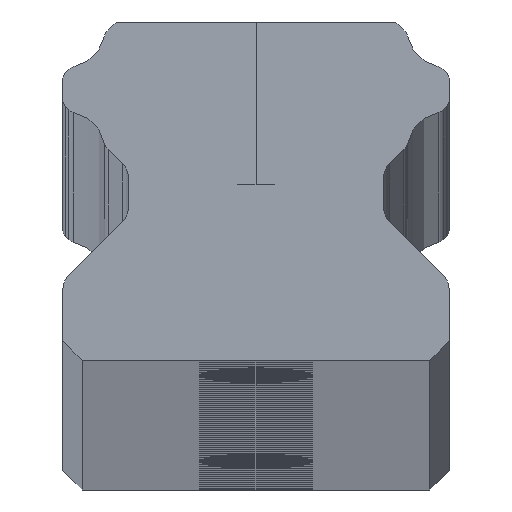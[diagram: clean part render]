
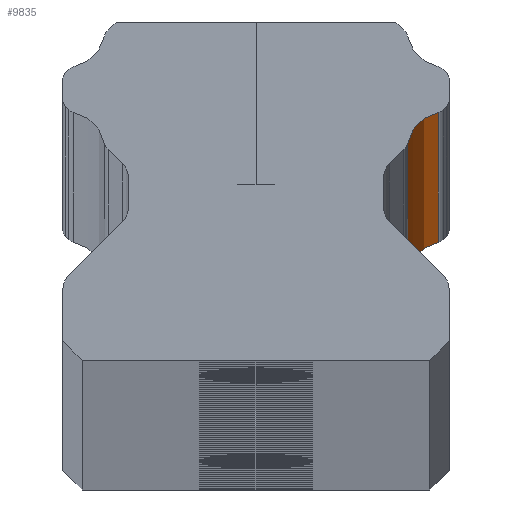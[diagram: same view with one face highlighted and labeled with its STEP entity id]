
A CAD part, top view. The second image highlights one B-rep face of the part: STEP entity #9835.
In plain terms, the highlighted cylindrical face has radius 2 mm (diameter 4 mm), a partial arc.
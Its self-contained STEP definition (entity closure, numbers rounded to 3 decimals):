
#11 = DIRECTION ( 'NONE',  ( -1., 0., 0. ) ) ;
#13 = DIRECTION ( 'NONE',  ( 0., 0., -1. ) ) ;
#64 = DIRECTION ( 'NONE',  ( 0., 0., -1. ) ) ;
#179 = CIRCLE ( 'NONE', #3893, 2. ) ;
#600 = VECTOR ( 'NONE', #8235, 1000. ) ;
#637 = DIRECTION ( 'NONE',  ( 0., 0., -1. ) ) ;
#1137 = LINE ( 'NONE', #4680, #600 ) ;
#1277 = ORIENTED_EDGE ( 'NONE', *, *, #9992, .T. ) ;
#1640 = CYLINDRICAL_SURFACE ( 'NONE', #3099, 2. ) ;
#2297 = EDGE_CURVE ( 'NONE', #8354, #4023, #179, .T. ) ;
#2390 = LINE ( 'NONE', #8109, #3360 ) ;
#2677 = EDGE_CURVE ( 'NONE', #4023, #4698, #1137, .T. ) ;
#2989 = CIRCLE ( 'NONE', #9165, 2. ) ;
#3099 = AXIS2_PLACEMENT_3D ( 'NONE', #9909, #64, #11 ) ;
#3193 = FACE_OUTER_BOUND ( 'NONE', #9620, .T. ) ;
#3312 = CARTESIAN_POINT ( 'NONE',  ( 7.847, -2.767, 1925. ) ) ;
#3360 = VECTOR ( 'NONE', #4601, 1000. ) ;
#3893 = AXIS2_PLACEMENT_3D ( 'NONE', #8642, #637, #9436 ) ;
#4023 = VERTEX_POINT ( 'NONE', #5366 ) ;
#4393 = ORIENTED_EDGE ( 'NONE', *, *, #2677, .F. ) ;
#4601 = DIRECTION ( 'NONE',  ( 0., 0., -1. ) ) ;
#4680 = CARTESIAN_POINT ( 'NONE',  ( 9.432, -1.182, 1925. ) ) ;
#4698 = VERTEX_POINT ( 'NONE', #6945 ) ;
#4720 = ORIENTED_EDGE ( 'NONE', *, *, #2297, .F. ) ;
#5260 = DIRECTION ( 'NONE',  ( -1., 0., 0. ) ) ;
#5366 = CARTESIAN_POINT ( 'NONE',  ( 9.432, -1.182, 1925. ) ) ;
#6407 = EDGE_CURVE ( 'NONE', #6627, #4698, #2989, .T. ) ;
#6627 = VERTEX_POINT ( 'NONE', #9233 ) ;
#6945 = CARTESIAN_POINT ( 'NONE',  ( 9.432, -1.182, -1925. ) ) ;
#7047 = CARTESIAN_POINT ( 'NONE',  ( 9.811, -3.146, -1925. ) ) ;
#8109 = CARTESIAN_POINT ( 'NONE',  ( 7.847, -2.767, 1925. ) ) ;
#8235 = DIRECTION ( 'NONE',  ( 0., 0., -1. ) ) ;
#8354 = VERTEX_POINT ( 'NONE', #3312 ) ;
#8642 = CARTESIAN_POINT ( 'NONE',  ( 9.811, -3.146, 1925. ) ) ;
#9165 = AXIS2_PLACEMENT_3D ( 'NONE', #7047, #13, #5260 ) ;
#9233 = CARTESIAN_POINT ( 'NONE',  ( 7.847, -2.767, -1925. ) ) ;
#9436 = DIRECTION ( 'NONE',  ( -1., 0., 0. ) ) ;
#9620 = EDGE_LOOP ( 'NONE', ( #11005, #4393, #4720, #1277 ) ) ;
#9835 = ADVANCED_FACE ( 'NONE', ( #3193 ), #1640, .F. ) ;
#9909 = CARTESIAN_POINT ( 'NONE',  ( 9.811, -3.146, 1925. ) ) ;
#9992 = EDGE_CURVE ( 'NONE', #8354, #6627, #2390, .T. ) ;
#11005 = ORIENTED_EDGE ( 'NONE', *, *, #6407, .T. ) ;
